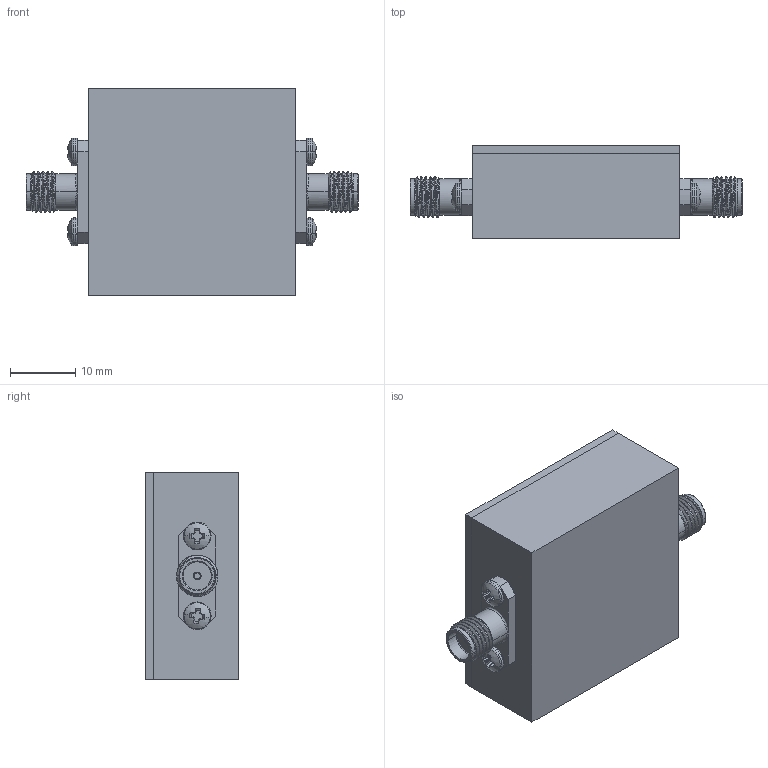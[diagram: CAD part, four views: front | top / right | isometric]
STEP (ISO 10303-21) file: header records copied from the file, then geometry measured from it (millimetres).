
FILE_DESCRIPTION (( 'STEP AP214' ), '1' );
FILE_NAME ('PE88X2012_3D.STEP', '2021-03-24T17:49:48', ( '' ), ( '' ), 'SwSTEP 2.0', 'SolidWorks 2020', '' );
FILE_SCHEMA (( 'AUTOMOTIVE_DESIGN' ));
Length unit declared in the file: inch
Products named in the file (5): PE88X2012_3D; 91771A164_18-8 SS FLAT HEAD PHILLIPS MACHINE SCREW_91771A164; 91772A504_PASSIVATED 18-8 SS PAN HEAD PHILLIPS SCREW_91772A504; FMFX20XX_WITHOUT GND VOLT; SMA FEMALE
Assembly tree (11 placements, depth 2):
  PE88X2012_3D
    FMFX20XX_WITHOUT GND VOLT
    SMA FEMALE  x2
    91772A504_PASSIVATED 18-8 SS PAN HEAD PHILLIPS SCREW_91772A504  x4
    91771A164_18-8 SS FLAT HEAD PHILLIPS MACHINE SCREW_91771A164  x4
Bounding box: 50.8 x 14.3 x 31.78 mm (x, y, z)
Volume: 15129.5 mm3; surface area: 5574.3 mm2
Topology: 16 solids, 16 shells, 903 faces, 2432 edges, 1586 vertices
Faces by surface type: plane 348, cylinder 326, cone 128, bspline 69, torus 24, sphere 8
Entity records: 19031 total; most frequent: CARTESIAN_POINT 7960, ORIENTED_EDGE 2362, DIRECTION 1997, EDGE_CURVE 1181, VERTEX_POINT 772, AXIS2_PLACEMENT_3D 666, LINE 665, VECTOR 665
